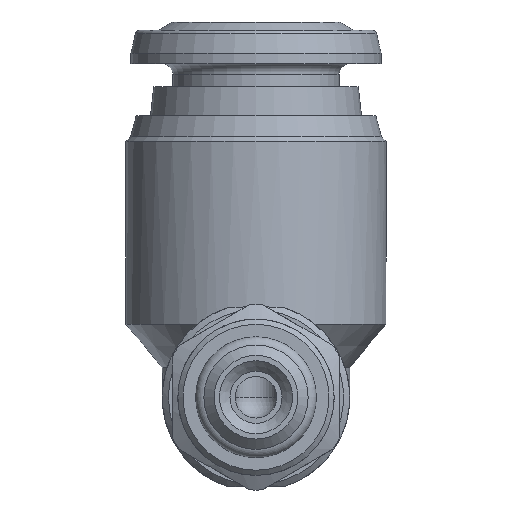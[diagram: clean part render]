
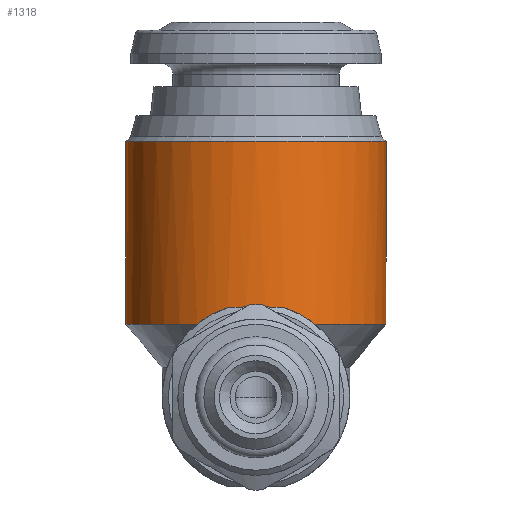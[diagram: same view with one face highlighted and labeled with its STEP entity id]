
A CAD part, front view. The second image highlights one B-rep face of the part: STEP entity #1318.
In plain terms, the highlighted cylindrical face has radius 6.25 mm (diameter 12.5 mm), a full revolution.
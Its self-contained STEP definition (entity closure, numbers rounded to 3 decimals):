
#62=B_SPLINE_CURVE_WITH_KNOTS('',3,(#1802,#1803,#1804,#1805),
 .UNSPECIFIED.,.F.,.F.,(4,4),(0.,0.002),.UNSPECIFIED.);
#65=B_SPLINE_CURVE_WITH_KNOTS('',3,(#1825,#1826,#1827,#1828),
 .UNSPECIFIED.,.F.,.F.,(4,4),(0.005,0.006),
 .UNSPECIFIED.);
#67=B_SPLINE_CURVE_WITH_KNOTS('',3,(#1838,#1839,#1840,#1841),
 .UNSPECIFIED.,.F.,.F.,(4,4),(0.,0.003),
 .UNSPECIFIED.);
#135=CIRCLE('',#1377,6.25);
#167=CIRCLE('',#1437,6.25);
#318=ORIENTED_EDGE('',*,*,#432,.F.);
#319=ORIENTED_EDGE('',*,*,#419,.T.);
#320=ORIENTED_EDGE('',*,*,#429,.T.);
#321=ORIENTED_EDGE('',*,*,#425,.T.);
#322=ORIENTED_EDGE('',*,*,#496,.T.);
#419=EDGE_CURVE('',#529,#528,#62,.T.);
#425=EDGE_CURVE('',#534,#533,#65,.T.);
#429=EDGE_CURVE('',#528,#534,#67,.T.);
#432=EDGE_CURVE('',#529,#533,#135,.T.);
#496=EDGE_CURVE('',#580,#580,#167,.T.);
#528=VERTEX_POINT('',#1801);
#529=VERTEX_POINT('',#1806);
#533=VERTEX_POINT('',#1824);
#534=VERTEX_POINT('',#1829);
#580=VERTEX_POINT('',#2042);
#651=EDGE_LOOP('',(#318,#319,#320,#321));
#652=EDGE_LOOP('',(#322));
#753=FACE_BOUND('',#651,.T.);
#754=FACE_BOUND('',#652,.T.);
#822=CYLINDRICAL_SURFACE('',#1436,6.25);
#1318=ADVANCED_FACE('',(#753,#754),#822,.T.);
#1377=AXIS2_PLACEMENT_3D('',#1847,#1537,#1538);
#1436=AXIS2_PLACEMENT_3D('',#2040,#1669,#1670);
#1437=AXIS2_PLACEMENT_3D('',#2041,#1671,#1672);
#1537=DIRECTION('',(0.,0.,-1.));
#1538=DIRECTION('',(-1.,0.,0.));
#1669=DIRECTION('',(0.,0.,-1.));
#1670=DIRECTION('',(-1.,0.,0.));
#1671=DIRECTION('',(0.,0.,-1.));
#1672=DIRECTION('',(-1.,0.,0.));
#1801=CARTESIAN_POINT('',(-1.361,11.4,4.289));
#1802=CARTESIAN_POINT('',(-2.828,11.927,3.5));
#1803=CARTESIAN_POINT('',(-2.401,11.71,3.845));
#1804=CARTESIAN_POINT('',(-1.906,11.522,4.116));
#1805=CARTESIAN_POINT('',(-1.361,11.4,4.289));
#1806=CARTESIAN_POINT('',(-2.828,11.927,3.5));
#1824=CARTESIAN_POINT('',(2.828,11.927,3.5));
#1825=CARTESIAN_POINT('',(1.361,11.4,4.289));
#1826=CARTESIAN_POINT('',(1.906,11.522,4.116));
#1827=CARTESIAN_POINT('',(2.402,11.71,3.845));
#1828=CARTESIAN_POINT('',(2.828,11.927,3.5));
#1829=CARTESIAN_POINT('',(1.361,11.4,4.289));
#1838=CARTESIAN_POINT('',(-1.361,11.4,4.289));
#1839=CARTESIAN_POINT('',(-0.465,11.2,4.364));
#1840=CARTESIAN_POINT('',(0.464,11.2,4.364));
#1841=CARTESIAN_POINT('',(1.361,11.4,4.289));
#1847=CARTESIAN_POINT('',(0.,17.5,3.5));
#2040=CARTESIAN_POINT('',(0.,17.5,0.));
#2041=CARTESIAN_POINT('',(0.,17.5,12.268));
#2042=CARTESIAN_POINT('',(-6.25,17.5,12.268));
